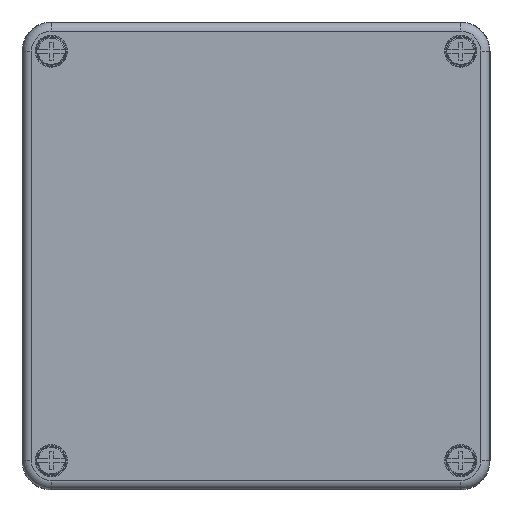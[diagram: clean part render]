
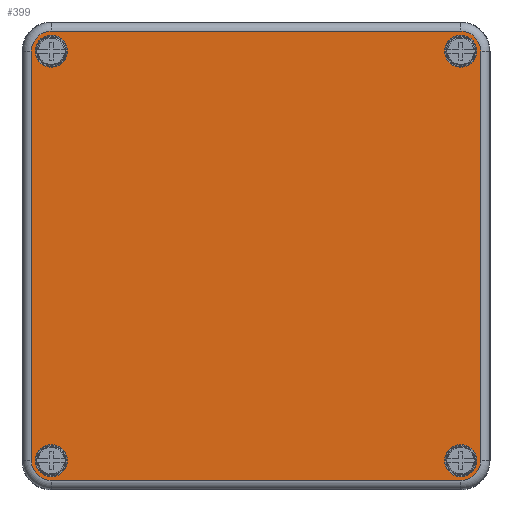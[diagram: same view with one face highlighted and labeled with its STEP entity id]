
A CAD part, top view. The second image highlights one B-rep face of the part: STEP entity #399.
In plain terms, the highlighted face is planar.
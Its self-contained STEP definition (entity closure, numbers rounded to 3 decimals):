
#399 = ADVANCED_FACE( '', ( #942, #943, #944, #945, #946 ), #947, .F. );
#942 = FACE_BOUND( '', #1672, .T. );
#943 = FACE_BOUND( '', #1673, .T. );
#944 = FACE_BOUND( '', #1674, .T. );
#945 = FACE_BOUND( '', #1675, .T. );
#946 = FACE_OUTER_BOUND( '', #1676, .T. );
#947 = PLANE( '', #1677 );
#1672 = EDGE_LOOP( '', ( #3348 ) );
#1673 = EDGE_LOOP( '', ( #3349 ) );
#1674 = EDGE_LOOP( '', ( #3350 ) );
#1675 = EDGE_LOOP( '', ( #3351 ) );
#1676 = EDGE_LOOP( '', ( #3352, #3353, #3354, #3355, #3356, #3357, #3358, #3359 ) );
#1677 = AXIS2_PLACEMENT_3D( '', #3360, #3361, #3362 );
#3348 = ORIENTED_EDGE( '', *, *, #4760, .T. );
#3349 = ORIENTED_EDGE( '', *, *, #4761, .T. );
#3350 = ORIENTED_EDGE( '', *, *, #4762, .T. );
#3351 = ORIENTED_EDGE( '', *, *, #4763, .T. );
#3352 = ORIENTED_EDGE( '', *, *, #4759, .F. );
#3353 = ORIENTED_EDGE( '', *, *, #4764, .T. );
#3354 = ORIENTED_EDGE( '', *, *, #4752, .F. );
#3355 = ORIENTED_EDGE( '', *, *, #4765, .F. );
#3356 = ORIENTED_EDGE( '', *, *, #4766, .T. );
#3357 = ORIENTED_EDGE( '', *, *, #4767, .F. );
#3358 = ORIENTED_EDGE( '', *, *, #4754, .T. );
#3359 = ORIENTED_EDGE( '', *, *, #4768, .T. );
#3360 = CARTESIAN_POINT( '', ( 76.787, 70., 0. ) );
#3361 = DIRECTION( '', ( 0., 0., 1. ) );
#3362 = DIRECTION( '', ( 1., 0., 0. ) );
#4752 = EDGE_CURVE( '', #5687, #5685, #5689, .T. );
#4754 = EDGE_CURVE( '', #5693, #5691, #5694, .T. );
#4759 = EDGE_CURVE( '', #5700, #5698, #5702, .T. );
#4760 = EDGE_CURVE( '', #5703, #5703, #5704, .T. );
#4761 = EDGE_CURVE( '', #5705, #5705, #5706, .T. );
#4762 = EDGE_CURVE( '', #5707, #5707, #5708, .T. );
#4763 = EDGE_CURVE( '', #5709, #5709, #5710, .T. );
#4764 = EDGE_CURVE( '', #5700, #5685, #5711, .T. );
#4765 = EDGE_CURVE( '', #5712, #5687, #5713, .T. );
#4766 = EDGE_CURVE( '', #5712, #5714, #5715, .T. );
#4767 = EDGE_CURVE( '', #5693, #5714, #5716, .T. );
#4768 = EDGE_CURVE( '', #5691, #5698, #5717, .T. );
#5685 = VERTEX_POINT( '', #6995 );
#5687 = VERTEX_POINT( '', #6997 );
#5689 = LINE( '', #6999, #7000 );
#5691 = VERTEX_POINT( '', #7002 );
#5693 = VERTEX_POINT( '', #7004 );
#5694 = LINE( '', #7005, #7006 );
#5698 = VERTEX_POINT( '', #7011 );
#5700 = VERTEX_POINT( '', #7013 );
#5702 = LINE( '', #7015, #7016 );
#5703 = VERTEX_POINT( '', #7017 );
#5704 = CIRCLE( '', #7018, 5.5 );
#5705 = VERTEX_POINT( '', #7019 );
#5706 = CIRCLE( '', #7020, 5.5 );
#5707 = VERTEX_POINT( '', #7021 );
#5708 = CIRCLE( '', #7022, 5.5 );
#5709 = VERTEX_POINT( '', #7023 );
#5710 = CIRCLE( '', #7024, 5.5 );
#5711 = CIRCLE( '', #7025, 6.787 );
#5712 = VERTEX_POINT( '', #7026 );
#5713 = CIRCLE( '', #7027, 6.787 );
#5714 = VERTEX_POINT( '', #7028 );
#5715 = LINE( '', #7029, #7030 );
#5716 = CIRCLE( '', #7031, 6.787 );
#5717 = CIRCLE( '', #7032, 6.787 );
#6995 = CARTESIAN_POINT( '', ( -70., 76.787, 0. ) );
#6997 = CARTESIAN_POINT( '', ( 70., 76.787, 0. ) );
#6999 = CARTESIAN_POINT( '', ( 70., 76.787, 0. ) );
#7000 = VECTOR( '', #8337, 1000. );
#7002 = CARTESIAN_POINT( '', ( -70., -76.787, 0. ) );
#7004 = CARTESIAN_POINT( '', ( 70., -76.787, 0. ) );
#7005 = CARTESIAN_POINT( '', ( 70., -76.787, 0. ) );
#7006 = VECTOR( '', #8341, 1000. );
#7011 = CARTESIAN_POINT( '', ( -76.787, -70., 0. ) );
#7013 = CARTESIAN_POINT( '', ( -76.787, 70., 0. ) );
#7015 = CARTESIAN_POINT( '', ( -76.787, 70., 0. ) );
#7016 = VECTOR( '', #8352, 1000. );
#7017 = CARTESIAN_POINT( '', ( 75.5, 70., 0. ) );
#7018 = AXIS2_PLACEMENT_3D( '', #8353, #8354, #8355 );
#7019 = CARTESIAN_POINT( '', ( -64.5, 70., 0. ) );
#7020 = AXIS2_PLACEMENT_3D( '', #8356, #8357, #8358 );
#7021 = CARTESIAN_POINT( '', ( -64.5, -70., 0. ) );
#7022 = AXIS2_PLACEMENT_3D( '', #8359, #8360, #8361 );
#7023 = CARTESIAN_POINT( '', ( 75.5, -70., 0. ) );
#7024 = AXIS2_PLACEMENT_3D( '', #8362, #8363, #8364 );
#7025 = AXIS2_PLACEMENT_3D( '', #8365, #8366, #8367 );
#7026 = CARTESIAN_POINT( '', ( 76.787, 70., 0. ) );
#7027 = AXIS2_PLACEMENT_3D( '', #8368, #8369, #8370 );
#7028 = CARTESIAN_POINT( '', ( 76.787, -70., 0. ) );
#7029 = CARTESIAN_POINT( '', ( 76.787, 70., 0. ) );
#7030 = VECTOR( '', #8371, 1000. );
#7031 = AXIS2_PLACEMENT_3D( '', #8372, #8373, #8374 );
#7032 = AXIS2_PLACEMENT_3D( '', #8375, #8376, #8377 );
#8337 = DIRECTION( '', ( -1., 0., 0. ) );
#8341 = DIRECTION( '', ( -1., 0., 0. ) );
#8352 = DIRECTION( '', ( 0., -1., 0. ) );
#8353 = CARTESIAN_POINT( '', ( 70., 70., 0. ) );
#8354 = DIRECTION( '', ( 0., 0., 1. ) );
#8355 = DIRECTION( '', ( 1., 0., 0. ) );
#8356 = CARTESIAN_POINT( '', ( -70., 70., 0. ) );
#8357 = DIRECTION( '', ( 0., 0., 1. ) );
#8358 = DIRECTION( '', ( 1., 0., 0. ) );
#8359 = CARTESIAN_POINT( '', ( -70., -70., 0. ) );
#8360 = DIRECTION( '', ( 0., 0., 1. ) );
#8361 = DIRECTION( '', ( 1., 0., 0. ) );
#8362 = CARTESIAN_POINT( '', ( 70., -70., 0. ) );
#8363 = DIRECTION( '', ( 0., 0., 1. ) );
#8364 = DIRECTION( '', ( 1., 0., 0. ) );
#8365 = CARTESIAN_POINT( '', ( -70., 70., 0. ) );
#8366 = DIRECTION( '', ( 0., 0., -1. ) );
#8367 = DIRECTION( '', ( -1., 0., 0. ) );
#8368 = CARTESIAN_POINT( '', ( 70., 70., 0. ) );
#8369 = DIRECTION( '', ( 0., 0., 1. ) );
#8370 = DIRECTION( '', ( 1., 0., 0. ) );
#8371 = DIRECTION( '', ( 0., -1., 0. ) );
#8372 = CARTESIAN_POINT( '', ( 70., -70., 0. ) );
#8373 = DIRECTION( '', ( 0., 0., 1. ) );
#8374 = DIRECTION( '', ( 1., 0., 0. ) );
#8375 = CARTESIAN_POINT( '', ( -70., -70., 0. ) );
#8376 = DIRECTION( '', ( 0., 0., -1. ) );
#8377 = DIRECTION( '', ( -1., 0., 0. ) );
